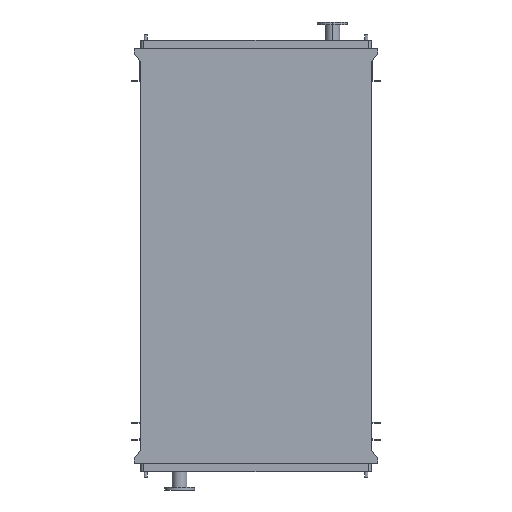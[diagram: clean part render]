
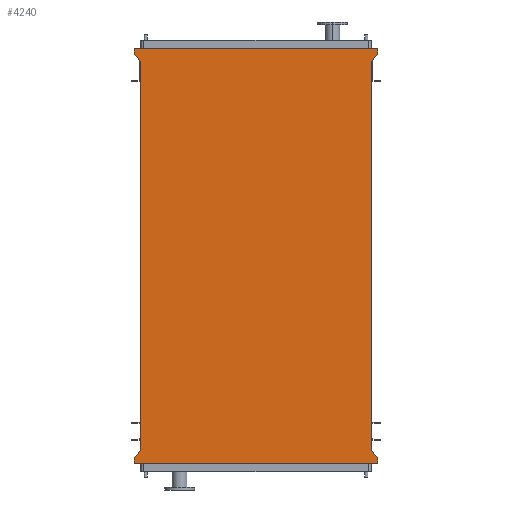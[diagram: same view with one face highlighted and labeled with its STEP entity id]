
A CAD part, front view. The second image highlights one B-rep face of the part: STEP entity #4240.
In plain terms, the highlighted planar face has unit normal (0, -1, 0).
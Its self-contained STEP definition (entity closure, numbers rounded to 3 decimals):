
#32 = LINE ( 'NONE', #4918, #2409 ) ;
#712 = EDGE_CURVE ( 'NONE', #7227, #13699, #4740, .T. ) ;
#1035 = VECTOR ( 'NONE', #1041, 1000. ) ;
#1041 = DIRECTION ( 'NONE',  ( 0., 0., 1. ) ) ;
#1071 = VERTEX_POINT ( 'NONE', #2149 ) ;
#1341 = CARTESIAN_POINT ( 'NONE',  ( -845., 0., -2850. ) ) ;
#1788 = DIRECTION ( 'NONE',  ( -0.655, 0., 0.755 ) ) ;
#1927 = EDGE_CURVE ( 'NONE', #9127, #8024, #14479, .T. ) ;
#2149 = CARTESIAN_POINT ( 'NONE',  ( 891., 0., 53. ) ) ;
#2337 = VERTEX_POINT ( 'NONE', #12988 ) ;
#2409 = VECTOR ( 'NONE', #7540, 1000. ) ;
#2800 = VECTOR ( 'NONE', #12889, 1000. ) ;
#2913 = LINE ( 'NONE', #15107, #3422 ) ;
#2974 = DIRECTION ( 'NONE',  ( -0.655, 0., -0.755 ) ) ;
#3254 = CARTESIAN_POINT ( 'NONE',  ( 845., 0., -2850. ) ) ;
#3422 = VECTOR ( 'NONE', #6730, 1000. ) ;
#3456 = LINE ( 'NONE', #8472, #1035 ) ;
#3494 = VECTOR ( 'NONE', #4363, 1000. ) ;
#3504 = CARTESIAN_POINT ( 'NONE',  ( 891., 0., -2945. ) ) ;
#3632 = EDGE_CURVE ( 'NONE', #1071, #5822, #6566, .T. ) ;
#3680 = DIRECTION ( 'NONE',  ( 0., -1., 0. ) ) ;
#3700 = LINE ( 'NONE', #12066, #11048 ) ;
#3807 = EDGE_CURVE ( 'NONE', #4111, #3938, #12925, .T. ) ;
#3938 = VERTEX_POINT ( 'NONE', #11659 ) ;
#4111 = VERTEX_POINT ( 'NONE', #14272 ) ;
#4150 = VECTOR ( 'NONE', #11990, 1000. ) ;
#4240 = ADVANCED_FACE ( 'NONE', ( #5106 ), #6378, .T. ) ;
#4337 = CARTESIAN_POINT ( 'NONE',  ( -845., 0., -2850. ) ) ;
#4363 = DIRECTION ( 'NONE',  ( 1., 0., 0. ) ) ;
#4381 = VERTEX_POINT ( 'NONE', #9077 ) ;
#4740 = LINE ( 'NONE', #13262, #4150 ) ;
#4918 = CARTESIAN_POINT ( 'NONE',  ( 891., 0., 95. ) ) ;
#5056 = DIRECTION ( 'NONE',  ( -1., 0., 0. ) ) ;
#5058 = CARTESIAN_POINT ( 'NONE',  ( 891., 0., 95. ) ) ;
#5106 = FACE_OUTER_BOUND ( 'NONE', #9213, .T. ) ;
#5626 = CARTESIAN_POINT ( 'NONE',  ( -845., 0., 0. ) ) ;
#5633 = ORIENTED_EDGE ( 'NONE', *, *, #7247, .F. ) ;
#5635 = ORIENTED_EDGE ( 'NONE', *, *, #12112, .F. ) ;
#5822 = VERTEX_POINT ( 'NONE', #14007 ) ;
#6378 = PLANE ( 'NONE',  #9454 ) ;
#6398 = EDGE_CURVE ( 'NONE', #4381, #2337, #3700, .T. ) ;
#6566 = LINE ( 'NONE', #10299, #15259 ) ;
#6730 = DIRECTION ( 'NONE',  ( 0.655, 0., 0.755 ) ) ;
#6951 = CARTESIAN_POINT ( 'NONE',  ( 891., 0., -2903. ) ) ;
#7111 = EDGE_CURVE ( 'NONE', #7541, #1071, #32, .T. ) ;
#7227 = VERTEX_POINT ( 'NONE', #4337 ) ;
#7247 = EDGE_CURVE ( 'NONE', #12939, #7227, #2913, .T. ) ;
#7517 = CARTESIAN_POINT ( 'NONE',  ( -891., 0., -2903. ) ) ;
#7540 = DIRECTION ( 'NONE',  ( 0., 0., -1. ) ) ;
#7541 = VERTEX_POINT ( 'NONE', #5058 ) ;
#7799 = EDGE_CURVE ( 'NONE', #3938, #4381, #13301, .T. ) ;
#8024 = VERTEX_POINT ( 'NONE', #10692 ) ;
#8384 = ORIENTED_EDGE ( 'NONE', *, *, #3632, .F. ) ;
#8472 = CARTESIAN_POINT ( 'NONE',  ( -891., 0., -2903. ) ) ;
#8644 = CARTESIAN_POINT ( 'NONE',  ( -891., 0., 53. ) ) ;
#9077 = CARTESIAN_POINT ( 'NONE',  ( 891., 0., -2945. ) ) ;
#9127 = VERTEX_POINT ( 'NONE', #15415 ) ;
#9141 = CARTESIAN_POINT ( 'NONE',  ( -891., 0., 95. ) ) ;
#9148 = LINE ( 'NONE', #3254, #2800 ) ;
#9213 = EDGE_LOOP ( 'NONE', ( #12961, #8384, #15438, #11186, #11772, #10718, #11527, #5633, #5635, #11575, #10609, #11746 ) ) ;
#9417 = DIRECTION ( 'NONE',  ( 0.655, 0., -0.755 ) ) ;
#9454 = AXIS2_PLACEMENT_3D ( 'NONE', #1341, #3680, #13554 ) ;
#9603 = DIRECTION ( 'NONE',  ( 0., 0., 1. ) ) ;
#9900 = EDGE_CURVE ( 'NONE', #8024, #7541, #11690, .T. ) ;
#10118 = VECTOR ( 'NONE', #1788, 1000. ) ;
#10299 = CARTESIAN_POINT ( 'NONE',  ( 891., 0., 53. ) ) ;
#10609 = ORIENTED_EDGE ( 'NONE', *, *, #7799, .F. ) ;
#10666 = EDGE_CURVE ( 'NONE', #13699, #9127, #15274, .T. ) ;
#10692 = CARTESIAN_POINT ( 'NONE',  ( -891., 0., 95. ) ) ;
#10718 = ORIENTED_EDGE ( 'NONE', *, *, #10666, .F. ) ;
#10724 = VECTOR ( 'NONE', #9417, 1000. ) ;
#11048 = VECTOR ( 'NONE', #5056, 1000. ) ;
#11079 = VECTOR ( 'NONE', #13464, 1000. ) ;
#11186 = ORIENTED_EDGE ( 'NONE', *, *, #9900, .F. ) ;
#11333 = EDGE_CURVE ( 'NONE', #4111, #5822, #9148, .T. ) ;
#11527 = ORIENTED_EDGE ( 'NONE', *, *, #712, .F. ) ;
#11575 = ORIENTED_EDGE ( 'NONE', *, *, #6398, .F. ) ;
#11659 = CARTESIAN_POINT ( 'NONE',  ( 891., 0., -2903. ) ) ;
#11690 = LINE ( 'NONE', #9141, #3494 ) ;
#11746 = ORIENTED_EDGE ( 'NONE', *, *, #3807, .F. ) ;
#11772 = ORIENTED_EDGE ( 'NONE', *, *, #1927, .F. ) ;
#11990 = DIRECTION ( 'NONE',  ( 0., 0., 1. ) ) ;
#12066 = CARTESIAN_POINT ( 'NONE',  ( -891., 0., -2945. ) ) ;
#12112 = EDGE_CURVE ( 'NONE', #2337, #12939, #3456, .T. ) ;
#12745 = CARTESIAN_POINT ( 'NONE',  ( -845., 0., 0. ) ) ;
#12889 = DIRECTION ( 'NONE',  ( 0., 0., 1. ) ) ;
#12925 = LINE ( 'NONE', #6951, #10724 ) ;
#12939 = VERTEX_POINT ( 'NONE', #7517 ) ;
#12961 = ORIENTED_EDGE ( 'NONE', *, *, #11333, .T. ) ;
#12988 = CARTESIAN_POINT ( 'NONE',  ( -891., 0., -2945. ) ) ;
#13262 = CARTESIAN_POINT ( 'NONE',  ( -845., 0., -2850. ) ) ;
#13301 = LINE ( 'NONE', #3504, #11079 ) ;
#13464 = DIRECTION ( 'NONE',  ( 0., 0., -1. ) ) ;
#13554 = DIRECTION ( 'NONE',  ( 0., 0., -1. ) ) ;
#13699 = VERTEX_POINT ( 'NONE', #12745 ) ;
#14007 = CARTESIAN_POINT ( 'NONE',  ( 845., 0., 0. ) ) ;
#14272 = CARTESIAN_POINT ( 'NONE',  ( 845., 0., -2850. ) ) ;
#14479 = LINE ( 'NONE', #8644, #15085 ) ;
#15085 = VECTOR ( 'NONE', #9603, 1000. ) ;
#15107 = CARTESIAN_POINT ( 'NONE',  ( -845., 0., -2850. ) ) ;
#15259 = VECTOR ( 'NONE', #2974, 1000. ) ;
#15274 = LINE ( 'NONE', #5626, #10118 ) ;
#15415 = CARTESIAN_POINT ( 'NONE',  ( -891., 0., 53. ) ) ;
#15438 = ORIENTED_EDGE ( 'NONE', *, *, #7111, .F. ) ;
